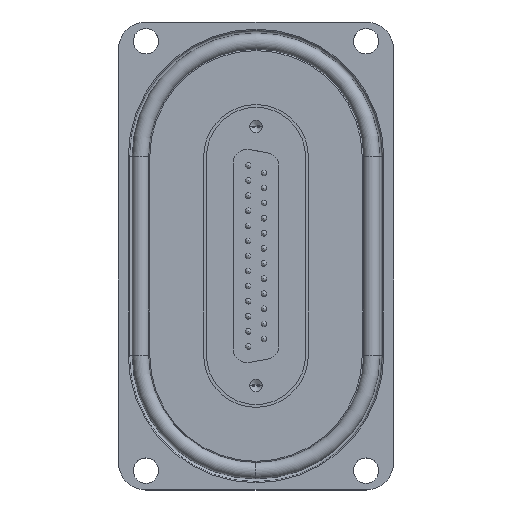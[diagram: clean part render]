
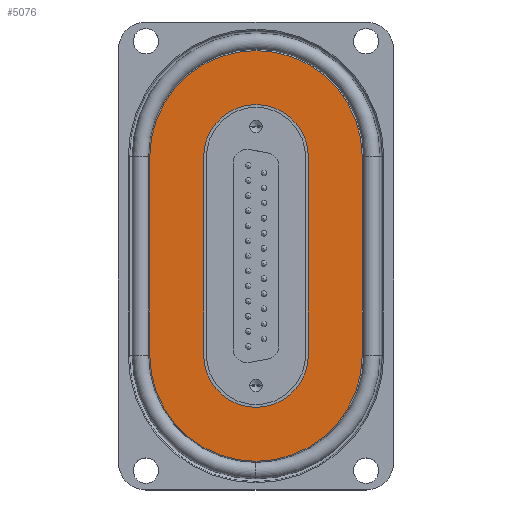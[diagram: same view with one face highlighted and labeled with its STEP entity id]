
A CAD part, top view. The second image highlights one B-rep face of the part: STEP entity #5076.
In plain terms, the highlighted planar face has unit normal (0, 0, 1).
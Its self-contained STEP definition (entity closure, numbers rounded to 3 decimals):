
#135 = VERTEX_POINT ( 'NONE', #2347 ) ;
#257 = AXIS2_PLACEMENT_3D ( 'NONE', #11919, #11906, #11878 ) ;
#278 = AXIS2_PLACEMENT_3D ( 'NONE', #12106, #6180, #12101 ) ;
#282 = AXIS2_PLACEMENT_3D ( 'NONE', #11695, #11657, #11622 ) ;
#288 = AXIS2_PLACEMENT_3D ( 'NONE', #12301, #12284, #12281 ) ;
#469 = EDGE_CURVE ( 'NONE', #8317, #2387, #9090, .T. ) ;
#472 = EDGE_CURVE ( 'NONE', #4945, #8317, #8947, .T. ) ;
#514 = EDGE_CURVE ( 'NONE', #1383, #4945, #8907, .T. ) ;
#515 = EDGE_CURVE ( 'NONE', #2387, #1383, #9076, .T. ) ;
#518 = EDGE_CURVE ( 'NONE', #2404, #135, #8890, .T. ) ;
#539 = EDGE_CURVE ( 'NONE', #135, #13022, #8815, .T. ) ;
#543 = EDGE_CURVE ( 'NONE', #13022, #12994, #8985, .T. ) ;
#546 = EDGE_CURVE ( 'NONE', #12994, #2404, #8826, .T. ) ;
#1383 = VERTEX_POINT ( 'NONE', #3078 ) ;
#2347 = CARTESIAN_POINT ( 'NONE',  ( 19.3, 18., 10. ) ) ;
#2387 = VERTEX_POINT ( 'NONE', #9091 ) ;
#2404 = VERTEX_POINT ( 'NONE', #8925 ) ;
#3078 = CARTESIAN_POINT ( 'NONE',  ( -9.5, -18., 10. ) ) ;
#3534 = CARTESIAN_POINT ( 'NONE',  ( 9.5, -18., 10. ) ) ;
#3769 = FACE_OUTER_BOUND ( 'NONE', #9429, .T. ) ;
#3942 = FACE_BOUND ( 'NONE', #8833, .T. ) ;
#4945 = VERTEX_POINT ( 'NONE', #3534 ) ;
#5076 = ADVANCED_FACE ( 'NONE', ( #3942, #3769 ), #11369, .T. ) ;
#5476 = CARTESIAN_POINT ( 'NONE',  ( -19.3, 0., 10. ) ) ;
#6180 = DIRECTION ( 'NONE',  ( 0., 0., 1. ) ) ;
#7440 = CARTESIAN_POINT ( 'NONE',  ( -19.3, 18., 10. ) ) ;
#7467 = CARTESIAN_POINT ( 'NONE',  ( -19.3, -18., 10. ) ) ;
#8317 = VERTEX_POINT ( 'NONE', #9731 ) ;
#8795 = VECTOR ( 'NONE', #11954, 1000. ) ;
#8815 = CIRCLE ( 'NONE', #257, 19.3 ) ;
#8826 = CIRCLE ( 'NONE', #282, 19.3 ) ;
#8830 = VECTOR ( 'NONE', #12070, 1000. ) ;
#8833 = EDGE_LOOP ( 'NONE', ( #11852, #11937, #11975, #11997 ) ) ;
#8849 = VECTOR ( 'NONE', #12180, 1000. ) ;
#8863 = AXIS2_PLACEMENT_3D ( 'NONE', #11329, #11285, #11253 ) ;
#8890 = LINE ( 'NONE', #12356, #8830 ) ;
#8907 = CIRCLE ( 'NONE', #278, 9.5 ) ;
#8925 = CARTESIAN_POINT ( 'NONE',  ( 19.3, -18., 10. ) ) ;
#8931 = VECTOR ( 'NONE', #12353, 1000. ) ;
#8947 = LINE ( 'NONE', #12322, #8931 ) ;
#8985 = LINE ( 'NONE', #5476, #8795 ) ;
#9076 = LINE ( 'NONE', #12126, #8849 ) ;
#9090 = CIRCLE ( 'NONE', #288, 9.5 ) ;
#9091 = CARTESIAN_POINT ( 'NONE',  ( -9.5, 18., 10. ) ) ;
#9429 = EDGE_LOOP ( 'NONE', ( #12037, #12090, #12124, #12184 ) ) ;
#9731 = CARTESIAN_POINT ( 'NONE',  ( 9.5, 18., 10. ) ) ;
#11253 = DIRECTION ( 'NONE',  ( 1., 0., 0. ) ) ;
#11285 = DIRECTION ( 'NONE',  ( 0., 0., 1. ) ) ;
#11329 = CARTESIAN_POINT ( 'NONE',  ( 0., 0., 10. ) ) ;
#11369 = PLANE ( 'NONE',  #8863 ) ;
#11622 = DIRECTION ( 'NONE',  ( 1., 0., 0. ) ) ;
#11657 = DIRECTION ( 'NONE',  ( 0., 0., 1. ) ) ;
#11695 = CARTESIAN_POINT ( 'NONE',  ( 0., -18., 10. ) ) ;
#11852 = ORIENTED_EDGE ( 'NONE', *, *, #469, .F. ) ;
#11878 = DIRECTION ( 'NONE',  ( 1., 0., 0. ) ) ;
#11906 = DIRECTION ( 'NONE',  ( 0., 0., 1. ) ) ;
#11919 = CARTESIAN_POINT ( 'NONE',  ( 0., 18., 10. ) ) ;
#11937 = ORIENTED_EDGE ( 'NONE', *, *, #472, .F. ) ;
#11954 = DIRECTION ( 'NONE',  ( 0., -1., 0. ) ) ;
#11975 = ORIENTED_EDGE ( 'NONE', *, *, #514, .F. ) ;
#11997 = ORIENTED_EDGE ( 'NONE', *, *, #515, .F. ) ;
#12037 = ORIENTED_EDGE ( 'NONE', *, *, #518, .T. ) ;
#12070 = DIRECTION ( 'NONE',  ( 0., 1., 0. ) ) ;
#12090 = ORIENTED_EDGE ( 'NONE', *, *, #539, .T. ) ;
#12101 = DIRECTION ( 'NONE',  ( 1., 0., 0. ) ) ;
#12106 = CARTESIAN_POINT ( 'NONE',  ( 0., -18., 10. ) ) ;
#12124 = ORIENTED_EDGE ( 'NONE', *, *, #543, .T. ) ;
#12126 = CARTESIAN_POINT ( 'NONE',  ( -9.5, 18., 10. ) ) ;
#12180 = DIRECTION ( 'NONE',  ( 0., -1., 0. ) ) ;
#12184 = ORIENTED_EDGE ( 'NONE', *, *, #546, .T. ) ;
#12281 = DIRECTION ( 'NONE',  ( 1., 0., 0. ) ) ;
#12284 = DIRECTION ( 'NONE',  ( 0., 0., 1. ) ) ;
#12301 = CARTESIAN_POINT ( 'NONE',  ( 0., 18., 10. ) ) ;
#12322 = CARTESIAN_POINT ( 'NONE',  ( 9.5, 18., 10. ) ) ;
#12353 = DIRECTION ( 'NONE',  ( 0., 1., 0. ) ) ;
#12356 = CARTESIAN_POINT ( 'NONE',  ( 19.3, 0., 10. ) ) ;
#12994 = VERTEX_POINT ( 'NONE', #7467 ) ;
#13022 = VERTEX_POINT ( 'NONE', #7440 ) ;
